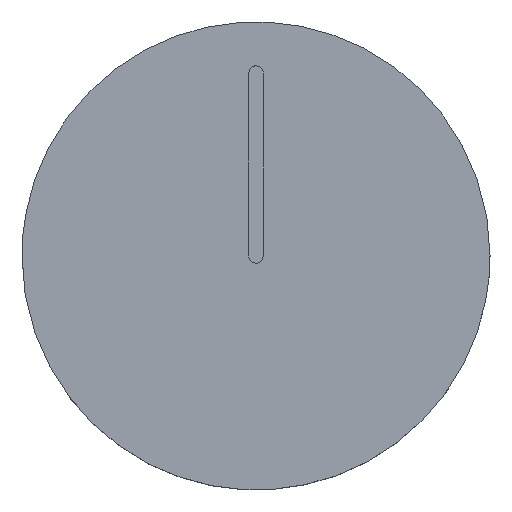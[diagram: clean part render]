
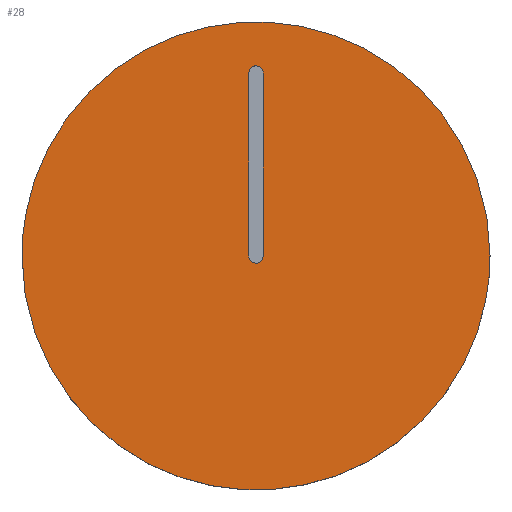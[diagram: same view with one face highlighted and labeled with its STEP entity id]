
A CAD part, top view. The second image highlights one B-rep face of the part: STEP entity #28.
In plain terms, the highlighted planar face has unit normal (0, 0, 1).
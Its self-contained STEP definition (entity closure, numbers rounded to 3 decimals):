
#22=FACE_BOUND($,#73,.T.);
#28=ADVANCED_FACE($,(#50,#22),#236,.T.);
#50=FACE_OUTER_BOUND($,#72,.T.);
#72=EDGE_LOOP($,(#104,#105));
#73=EDGE_LOOP($,(#106,#107));
#104=ORIENTED_EDGE($,*,*,#173,.T.);
#105=ORIENTED_EDGE($,*,*,#180,.T.);
#106=ORIENTED_EDGE($,*,*,#178,.F.);
#107=ORIENTED_EDGE($,*,*,#172,.F.);
#172=EDGE_CURVE($,#210,#213,#276,.T.);
#173=EDGE_CURVE($,#211,#216,#277,.T.);
#178=EDGE_CURVE($,#213,#210,#280,.T.);
#180=EDGE_CURVE($,#216,#211,#281,.T.);
#210=VERTEX_POINT($,#509);
#211=VERTEX_POINT($,#510);
#213=VERTEX_POINT($,#512);
#216=VERTEX_POINT($,#515);
#236=PLANE($,#381);
#276=(
BOUNDED_CURVE()
B_SPLINE_CURVE(2,(#410,#411,#412,#413,#414,#415,#416),.UNSPECIFIED.,.F.,
.F.)
B_SPLINE_CURVE_WITH_KNOTS((3,2,2,3),(0.,0.314,0.628,
5.708),.UNSPECIFIED.)
CURVE()
GEOMETRIC_REPRESENTATION_ITEM()
RATIONAL_B_SPLINE_CURVE((1.,0.707,1.,0.707,1.,1.,
1.))
REPRESENTATION_ITEM($)
);
#277=(
BOUNDED_CURVE()
B_SPLINE_CURVE(2,(#417,#418,#419,#420,#421),.UNSPECIFIED.,.F.,.F.)
B_SPLINE_CURVE_WITH_KNOTS((3,2,3),(0.,10.21,20.42),
.UNSPECIFIED.)
CURVE()
GEOMETRIC_REPRESENTATION_ITEM()
RATIONAL_B_SPLINE_CURVE((1.,0.707,1.,0.707,1.))
REPRESENTATION_ITEM($)
);
#280=(
BOUNDED_CURVE()
B_SPLINE_CURVE(2,(#438,#439,#440,#441,#442,#443,#444),.UNSPECIFIED.,.F.,
.F.)
B_SPLINE_CURVE_WITH_KNOTS((3,2,2,3),(5.708,6.022,6.337,
11.417),.UNSPECIFIED.)
CURVE()
GEOMETRIC_REPRESENTATION_ITEM()
RATIONAL_B_SPLINE_CURVE((1.,0.707,1.,0.707,1.,1.,
1.))
REPRESENTATION_ITEM($)
);
#281=(
BOUNDED_CURVE()
B_SPLINE_CURVE(2,(#447,#448,#449,#450,#451),.UNSPECIFIED.,.F.,.F.)
B_SPLINE_CURVE_WITH_KNOTS((3,2,3),(20.42,30.631,40.841),
.UNSPECIFIED.)
CURVE()
GEOMETRIC_REPRESENTATION_ITEM()
RATIONAL_B_SPLINE_CURVE((1.,0.707,1.,0.707,1.))
REPRESENTATION_ITEM($)
);
#381=AXIS2_PLACEMENT_3D($,#483,#392,$);
#392=DIRECTION($,(0.,0.,1.));
#410=CARTESIAN_POINT($,(72.366,34.228,8.6));
#411=CARTESIAN_POINT($,(72.366,34.428,8.6));
#412=CARTESIAN_POINT($,(72.166,34.428,8.6));
#413=CARTESIAN_POINT($,(71.966,34.428,8.6));
#414=CARTESIAN_POINT($,(71.966,34.228,8.6));
#415=CARTESIAN_POINT($,(71.966,31.688,8.6));
#416=CARTESIAN_POINT($,(71.966,29.148,8.6));
#417=CARTESIAN_POINT($,(78.666,29.148,8.6));
#418=CARTESIAN_POINT($,(78.666,35.648,8.6));
#419=CARTESIAN_POINT($,(72.166,35.648,8.6));
#420=CARTESIAN_POINT($,(65.666,35.648,8.6));
#421=CARTESIAN_POINT($,(65.666,29.148,8.6));
#438=CARTESIAN_POINT($,(71.966,29.148,8.6));
#439=CARTESIAN_POINT($,(71.966,28.948,8.6));
#440=CARTESIAN_POINT($,(72.166,28.948,8.6));
#441=CARTESIAN_POINT($,(72.366,28.948,8.6));
#442=CARTESIAN_POINT($,(72.366,29.148,8.6));
#443=CARTESIAN_POINT($,(72.366,31.688,8.6));
#444=CARTESIAN_POINT($,(72.366,34.228,8.6));
#447=CARTESIAN_POINT($,(65.666,29.148,8.6));
#448=CARTESIAN_POINT($,(65.666,22.648,8.6));
#449=CARTESIAN_POINT($,(72.166,22.648,8.6));
#450=CARTESIAN_POINT($,(78.666,22.648,8.6));
#451=CARTESIAN_POINT($,(78.666,29.148,8.6));
#483=CARTESIAN_POINT($,(65.666,22.648,8.6));
#509=CARTESIAN_POINT($,(72.366,34.228,8.6));
#510=CARTESIAN_POINT($,(78.666,29.148,8.6));
#512=CARTESIAN_POINT($,(71.966,29.148,8.6));
#515=CARTESIAN_POINT($,(65.666,29.148,8.6));
